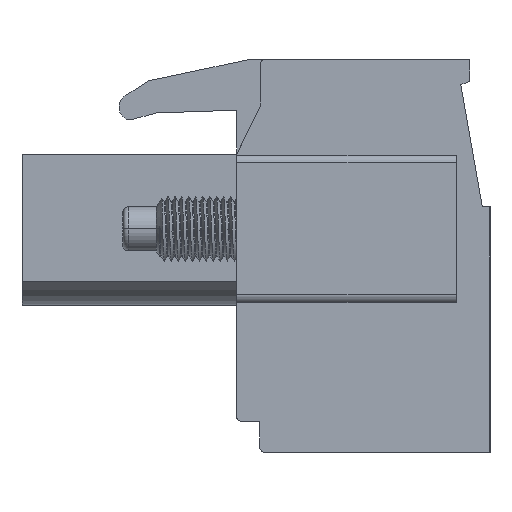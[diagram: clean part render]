
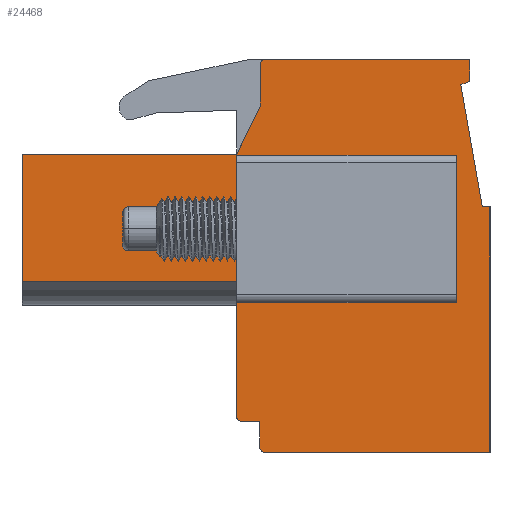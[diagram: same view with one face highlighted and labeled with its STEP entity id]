
A CAD part, left-side view. The second image highlights one B-rep face of the part: STEP entity #24468.
In plain terms, the highlighted planar face has unit normal (-1, 0, 0).
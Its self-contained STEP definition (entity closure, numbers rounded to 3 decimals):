
#84=DIRECTION('',(0.,0.,1.));
#85=VECTOR('',#84,4.88);
#86=CARTESIAN_POINT('',(0.,4.357,-2.03));
#87=LINE('',#86,#85);
#8177=DIRECTION('',(0.,0.,-1.));
#8178=VECTOR('',#8177,4.92);
#8179=CARTESIAN_POINT('',(0.,12.657,2.89));
#8180=LINE('',#8179,#8178);
#8590=DIRECTION('',(0.,-1.,0.));
#8591=VECTOR('',#8590,8.3);
#8592=CARTESIAN_POINT('',(0.,12.657,-2.03));
#8593=LINE('',#8592,#8591);
#8594=DIRECTION('',(0.,-1.,0.));
#8595=VECTOR('',#8594,8.3);
#8596=CARTESIAN_POINT('',(0.,12.657,2.89));
#8597=LINE('',#8596,#8595);
#8598=DIRECTION('',(0.,-0.438,0.899));
#8599=VECTOR('',#8598,2.069);
#8600=CARTESIAN_POINT('',(0.,4.357,2.89));
#8601=LINE('',#8600,#8599);
#8602=DIRECTION('',(0.,0.,1.));
#8603=VECTOR('',#8602,1.6);
#8604=CARTESIAN_POINT('',(0.,3.45,4.75));
#8605=LINE('',#8604,#8603);
#8606=CARTESIAN_POINT('',(0.,3.25,6.35));
#8607=DIRECTION('',(1.,0.,0.));
#8608=DIRECTION('',(0.,1.,0.));
#8609=AXIS2_PLACEMENT_3D('',#8606,#8607,#8608);
#8611=DIRECTION('',(0.,-1.,0.));
#8612=VECTOR('',#8611,7.9);
#8613=CARTESIAN_POINT('',(0.,3.25,6.55));
#8614=LINE('',#8613,#8612);
#8615=DIRECTION('',(0.,0.,-1.));
#8616=VECTOR('',#8615,0.85);
#8617=CARTESIAN_POINT('',(0.,-4.65,6.55));
#8618=LINE('',#8617,#8616);
#8619=DIRECTION('',(0.,0.937,-0.35));
#8620=VECTOR('',#8619,0.363);
#8621=CARTESIAN_POINT('',(0.,-4.65,5.7));
#8622=LINE('',#8621,#8620);
#8623=DIRECTION('',(0.,-0.174,-0.985));
#8624=VECTOR('',#8623,4.796);
#8625=CARTESIAN_POINT('',(0.,-4.31,5.573));
#8626=LINE('',#8625,#8624);
#8627=DIRECTION('',(0.,-1.,0.));
#8628=VECTOR('',#8627,0.3);
#8629=CARTESIAN_POINT('',(0.,-5.143,0.85));
#8630=LINE('',#8629,#8628);
#8631=DIRECTION('',(0.,0.,-1.));
#8632=VECTOR('',#8631,9.5);
#8633=CARTESIAN_POINT('',(0.,-5.443,0.85));
#8634=LINE('',#8633,#8632);
#8635=DIRECTION('',(0.,1.,0.));
#8636=VECTOR('',#8635,8.7);
#8637=CARTESIAN_POINT('',(0.,-5.443,-8.65));
#8638=LINE('',#8637,#8636);
#8639=CARTESIAN_POINT('',(0.,3.257,-8.45));
#8640=DIRECTION('',(1.,0.,0.));
#8641=DIRECTION('',(0.,0.,-1.));
#8642=AXIS2_PLACEMENT_3D('',#8639,#8640,#8641);
#8644=DIRECTION('',(0.,0.,1.));
#8645=VECTOR('',#8644,1.);
#8646=CARTESIAN_POINT('',(0.,3.457,-8.45));
#8647=LINE('',#8646,#8645);
#8648=DIRECTION('',(0.,1.,0.));
#8649=VECTOR('',#8648,0.7);
#8650=CARTESIAN_POINT('',(0.,3.457,-7.45));
#8651=LINE('',#8650,#8649);
#8652=CARTESIAN_POINT('',(0.,4.157,-7.25));
#8653=DIRECTION('',(1.,0.,0.));
#8654=DIRECTION('',(0.,0.,-1.));
#8655=AXIS2_PLACEMENT_3D('',#8652,#8653,#8654);
#8657=DIRECTION('',(0.,0.,1.));
#8658=VECTOR('',#8657,4.4);
#8659=CARTESIAN_POINT('',(0.,4.357,-7.25));
#8660=LINE('',#8659,#8658);
#9071=DIRECTION('',(0.,1.,0.));
#9072=VECTOR('',#9071,8.5);
#9073=CARTESIAN_POINT('',(0.,-4.143,-2.85));
#9074=LINE('',#9073,#9072);
#9123=DIRECTION('',(0.,0.,1.));
#9124=VECTOR('',#9123,5.7);
#9125=CARTESIAN_POINT('',(0.,-4.143,-2.85));
#9126=LINE('',#9125,#9124);
#9371=DIRECTION('',(0.,1.,0.));
#9372=VECTOR('',#9371,8.5);
#9373=CARTESIAN_POINT('',(0.,-4.143,2.85));
#9374=LINE('',#9373,#9372);
#10706=CARTESIAN_POINT('',(0.,-5.443,0.85));
#10707=CARTESIAN_POINT('',(0.,-5.443,-8.65));
#10708=VERTEX_POINT('',#10706);
#10709=VERTEX_POINT('',#10707);
#10710=CARTESIAN_POINT('',(0.,3.257,-8.65));
#10711=VERTEX_POINT('',#10710);
#10712=CARTESIAN_POINT('',(0.,3.457,-8.45));
#10713=VERTEX_POINT('',#10712);
#10714=CARTESIAN_POINT('',(0.,3.457,-7.45));
#10715=VERTEX_POINT('',#10714);
#10716=CARTESIAN_POINT('',(0.,4.157,-7.45));
#10717=VERTEX_POINT('',#10716);
#10718=CARTESIAN_POINT('',(0.,4.357,-7.25));
#10719=VERTEX_POINT('',#10718);
#10720=CARTESIAN_POINT('',(0.,12.657,2.89));
#10721=CARTESIAN_POINT('',(0.,4.357,2.89));
#10722=VERTEX_POINT('',#10720);
#10723=VERTEX_POINT('',#10721);
#10724=CARTESIAN_POINT('',(0.,3.45,4.75));
#10725=VERTEX_POINT('',#10724);
#10726=CARTESIAN_POINT('',(0.,3.45,6.35));
#10727=VERTEX_POINT('',#10726);
#10728=CARTESIAN_POINT('',(0.,3.25,6.55));
#10729=VERTEX_POINT('',#10728);
#10730=CARTESIAN_POINT('',(0.,-4.65,6.55));
#10731=VERTEX_POINT('',#10730);
#10732=CARTESIAN_POINT('',(0.,-4.65,5.7));
#10733=VERTEX_POINT('',#10732);
#10734=CARTESIAN_POINT('',(0.,-4.31,5.573));
#10735=VERTEX_POINT('',#10734);
#10736=CARTESIAN_POINT('',(0.,-5.143,0.85));
#10737=VERTEX_POINT('',#10736);
#10950=CARTESIAN_POINT('',(0.,12.657,-2.03));
#10952=VERTEX_POINT('',#10950);
#11028=CARTESIAN_POINT('',(0.,4.357,-2.03));
#11029=CARTESIAN_POINT('',(0.,4.357,2.85));
#11030=VERTEX_POINT('',#11028);
#11031=VERTEX_POINT('',#11029);
#11032=CARTESIAN_POINT('',(0.,-4.143,-2.85));
#11033=CARTESIAN_POINT('',(0.,4.357,-2.85));
#11034=VERTEX_POINT('',#11032);
#11035=VERTEX_POINT('',#11033);
#11036=CARTESIAN_POINT('',(0.,-4.143,2.85));
#11037=VERTEX_POINT('',#11036);
#24433=CARTESIAN_POINT('',(0.,0.,0.));
#24434=DIRECTION('',(1.,0.,0.));
#24435=DIRECTION('',(0.,0.,-1.));
#24436=AXIS2_PLACEMENT_3D('',#24433,#24434,#24435);
#24437=PLANE('',#24436);
#24438=ORIENTED_EDGE('',*,*,#12658,.F.);
#24439=ORIENTED_EDGE('',*,*,#24425,.F.);
#24440=ORIENTED_EDGE('',*,*,#24098,.F.);
#24441=ORIENTED_EDGE('',*,*,#23940,.T.);
#24443=ORIENTED_EDGE('',*,*,#24442,.T.);
#24445=ORIENTED_EDGE('',*,*,#24444,.T.);
#24447=ORIENTED_EDGE('',*,*,#24446,.T.);
#24448=ORIENTED_EDGE('',*,*,#20579,.T.);
#24449=ORIENTED_EDGE('',*,*,#20557,.T.);
#24450=ORIENTED_EDGE('',*,*,#20543,.T.);
#24451=ORIENTED_EDGE('',*,*,#20529,.T.);
#24452=ORIENTED_EDGE('',*,*,#20515,.T.);
#24453=ORIENTED_EDGE('',*,*,#19201,.T.);
#24454=ORIENTED_EDGE('',*,*,#18251,.T.);
#24455=ORIENTED_EDGE('',*,*,#18237,.T.);
#24456=ORIENTED_EDGE('',*,*,#18223,.T.);
#24457=ORIENTED_EDGE('',*,*,#18209,.T.);
#24458=ORIENTED_EDGE('',*,*,#18195,.T.);
#24459=ORIENTED_EDGE('',*,*,#12670,.T.);
#24461=ORIENTED_EDGE('',*,*,#24460,.F.);
#24463=ORIENTED_EDGE('',*,*,#24462,.T.);
#24465=ORIENTED_EDGE('',*,*,#24464,.T.);
#24466=EDGE_LOOP('',(#24438,#24439,#24440,#24441,#24443,#24445,#24447,#24448,
#24449,#24450,#24451,#24452,#24453,#24454,#24455,#24456,#24457,#24458,#24459,
#24461,#24463,#24465));
#24467=FACE_OUTER_BOUND('',#24466,.F.);
#24468=ADVANCED_FACE('',(#24467),#24437,.F.);
#8610=CIRCLE('',#8609,0.2);
#8643=CIRCLE('',#8642,0.2);
#8656=CIRCLE('',#8655,0.2);
#12658=EDGE_CURVE('',#11030,#11031,#87,.T.);
#12670=EDGE_CURVE('',#10719,#11035,#8660,.T.);
#18195=EDGE_CURVE('',#10717,#10719,#8656,.T.);
#18209=EDGE_CURVE('',#10715,#10717,#8651,.T.);
#18223=EDGE_CURVE('',#10713,#10715,#8647,.T.);
#18237=EDGE_CURVE('',#10711,#10713,#8643,.T.);
#18251=EDGE_CURVE('',#10709,#10711,#8638,.T.);
#19201=EDGE_CURVE('',#10708,#10709,#8634,.T.);
#20515=EDGE_CURVE('',#10737,#10708,#8630,.T.);
#20529=EDGE_CURVE('',#10735,#10737,#8626,.T.);
#20543=EDGE_CURVE('',#10733,#10735,#8622,.T.);
#20557=EDGE_CURVE('',#10731,#10733,#8618,.T.);
#20579=EDGE_CURVE('',#10729,#10731,#8614,.T.);
#23940=EDGE_CURVE('',#10722,#10723,#8597,.T.);
#24098=EDGE_CURVE('',#10722,#10952,#8180,.T.);
#24425=EDGE_CURVE('',#10952,#11030,#8593,.T.);
#24442=EDGE_CURVE('',#10723,#10725,#8601,.T.);
#24444=EDGE_CURVE('',#10725,#10727,#8605,.T.);
#24446=EDGE_CURVE('',#10727,#10729,#8610,.T.);
#24460=EDGE_CURVE('',#11034,#11035,#9074,.T.);
#24462=EDGE_CURVE('',#11034,#11037,#9126,.T.);
#24464=EDGE_CURVE('',#11037,#11031,#9374,.T.);
